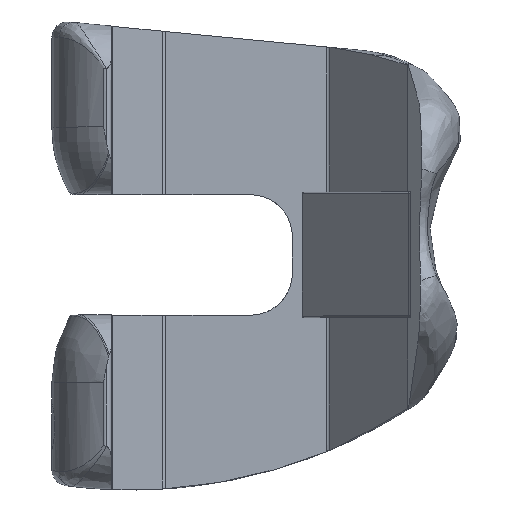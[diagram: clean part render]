
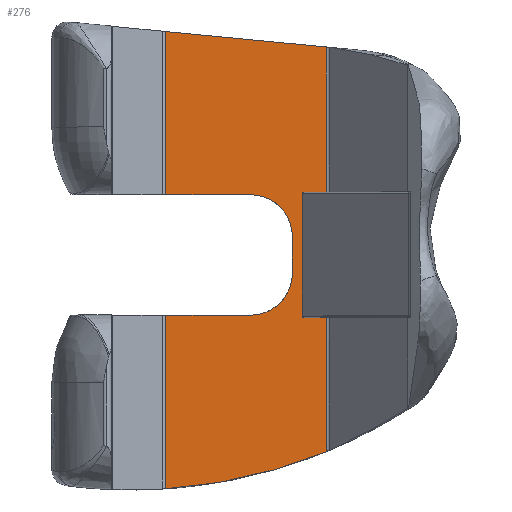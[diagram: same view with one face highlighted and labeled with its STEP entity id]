
A CAD part, top view. The second image highlights one B-rep face of the part: STEP entity #276.
In plain terms, the highlighted planar face has unit normal (0, 0, 1).
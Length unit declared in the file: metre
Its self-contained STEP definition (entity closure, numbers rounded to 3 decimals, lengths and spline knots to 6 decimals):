
#276=ADVANCED_FACE('0:335',(#513),#514,.T.);
#513=FACE_OUTER_BOUND('',#8822,.T.);
#514=PLANE('',#8823);
#8822=EDGE_LOOP('',(#9913,#9914,#9915,#9916,#9917,#9918,#9919,#9920,#9921,#9922,#9923,#9924,#9925,#9926,#9927,#9928,#9929));
#8823=AXIS2_PLACEMENT_3D('',#9930,#9931,#9932);
#9913=ORIENTED_EDGE('',*,*,#10172,.F.);
#9914=ORIENTED_EDGE('',*,*,#10220,.F.);
#9915=ORIENTED_EDGE('',*,*,#10141,.T.);
#9916=ORIENTED_EDGE('',*,*,#10180,.F.);
#9917=ORIENTED_EDGE('',*,*,#10007,.F.);
#9918=ORIENTED_EDGE('',*,*,#10264,.T.);
#9919=ORIENTED_EDGE('',*,*,#10240,.F.);
#9920=ORIENTED_EDGE('',*,*,#10177,.F.);
#9921=ORIENTED_EDGE('',*,*,#10105,.T.);
#9922=ORIENTED_EDGE('',*,*,#10263,.F.);
#9923=ORIENTED_EDGE('',*,*,#9964,.T.);
#9924=ORIENTED_EDGE('',*,*,#9961,.F.);
#9925=ORIENTED_EDGE('',*,*,#9970,.F.);
#9926=ORIENTED_EDGE('',*,*,#9973,.F.);
#9927=ORIENTED_EDGE('',*,*,#9978,.F.);
#9928=ORIENTED_EDGE('',*,*,#10250,.F.);
#9929=ORIENTED_EDGE('',*,*,#10098,.T.);
#9930=CARTESIAN_POINT('',(0.00795,-0.05334,0.0));
#9931=DIRECTION('',(0.0,0.0,1.0));
#9932=DIRECTION('',(1.0,-0.0,0.0));
#9961=EDGE_CURVE('0:1234',#10270,#10272,#10273,.T.);
#9964=EDGE_CURVE('0:1147',#10277,#10272,#10278,.T.);
#9970=EDGE_CURVE('0:1237',#10286,#10270,#10288,.T.);
#9973=EDGE_CURVE('0:1201',#10291,#10286,#10293,.T.);
#9978=EDGE_CURVE('0:1204',#10300,#10291,#10302,.T.);
#10007=EDGE_CURVE('0:433',#10357,#10353,#10359,.T.);
#10098=EDGE_CURVE('0:706',#10527,#10525,#10528,.T.);
#10105=EDGE_CURVE('0:727',#10540,#10538,#10541,.T.);
#10141=EDGE_CURVE('0:835',#10606,#10604,#10607,.T.);
#10172=EDGE_CURVE('0:931',#10652,#10525,#10653,.T.);
#10177=EDGE_CURVE('0:946',#10540,#10660,#10661,.T.);
#10180=EDGE_CURVE('0:955',#10353,#10604,#10665,.T.);
#10220=EDGE_CURVE('0:1075',#10606,#10652,#10723,.T.);
#10240=EDGE_CURVE('0:1135',#10660,#10749,#10750,.T.);
#10250=EDGE_CURVE('0:1180',#10527,#10300,#10761,.T.);
#10263=EDGE_CURVE('0:1228',#10277,#10538,#10775,.T.);
#10264=EDGE_CURVE('0:1231',#10357,#10749,#10776,.T.);
#10270=VERTEX_POINT('',#10781);
#10272=VERTEX_POINT('',#10784);
#10273=B_SPLINE_CURVE_WITH_KNOTS('',3,(#10785,#10786,#10787,#10788,#10789,#10790,#10791),.UNSPECIFIED.,.F.,.F.,(4,3,4),(0.,0.551658,1.0),.UNSPECIFIED.);
#10277=VERTEX_POINT('',#10797);
#10278=LINE('',#10798,#10799);
#10286=VERTEX_POINT('',#10809);
#10288=LINE('',#10812,#10813);
#10291=VERTEX_POINT('',#10816);
#10293=B_SPLINE_CURVE_WITH_KNOTS('',3,(#10819,#10820,#10821,#10822,#10823,#10824,#10825),.UNSPECIFIED.,.F.,.F.,(4,3,4),(0.,0.620787,1.),.UNSPECIFIED.);
#10300=VERTEX_POINT('',#10834);
#10302=LINE('',#10836,#10837);
#10353=VERTEX_POINT('',#11206);
#10357=VERTEX_POINT('',#11215);
#10359=LINE('',#11218,#11219);
#10525=VERTEX_POINT('',#12304);
#10527=VERTEX_POINT('',#12306);
#10528=LINE('',#12307,#12308);
#10538=VERTEX_POINT('',#12320);
#10540=VERTEX_POINT('',#12328);
#10541=CIRCLE('',#12329,0.078359);
#10604=VERTEX_POINT('',#12693);
#10606=VERTEX_POINT('',#12696);
#10607=CIRCLE('',#12697,0.00635);
#10652=VERTEX_POINT('',#13067);
#10653=LINE('',#13068,#13069);
#10660=VERTEX_POINT('',#13079);
#10661=LINE('',#13080,#13081);
#10665=LINE('',#13086,#13087);
#10723=LINE('',#13511,#13512);
#10749=VERTEX_POINT('',#13687);
#10750=LINE('',#13688,#13689);
#10761=LINE('',#13719,#13720);
#10775=LINE('',#13801,#13802);
#10776=CIRCLE('',#13803,0.00635);
#10781=CARTESIAN_POINT('',(0.028946,-0.009271,0.0));
#10784=CARTESIAN_POINT('',(0.029279,-0.009525,0.0));
#10785=CARTESIAN_POINT('',(0.028946,-0.009271,0.0));
#10786=CARTESIAN_POINT('',(0.028946,-0.009356,0.0));
#10787=CARTESIAN_POINT('',(0.029006,-0.009432,0.0));
#10788=CARTESIAN_POINT('',(0.02908,-0.009474,0.0));
#10789=CARTESIAN_POINT('',(0.02914,-0.009509,0.0));
#10790=CARTESIAN_POINT('',(0.029209,-0.009525,0.0));
#10791=CARTESIAN_POINT('',(0.029279,-0.009525,0.0));
#10797=CARTESIAN_POINT('',(0.032591,-0.009525,0.0));
#10798=CARTESIAN_POINT('',(0.032591,-0.009525,0.0));
#10799=VECTOR('',#13812,1.0);
#10809=CARTESIAN_POINT('',(0.028946,0.009271,0.0));
#10812=CARTESIAN_POINT('',(0.028946,0.009271,0.0));
#10813=VECTOR('',#13822,1.0);
#10816=CARTESIAN_POINT('',(0.029279,0.009525,0.0));
#10819=CARTESIAN_POINT('',(0.029279,0.009525,0.0));
#10820=CARTESIAN_POINT('',(0.029183,0.009525,0.0));
#10821=CARTESIAN_POINT('',(0.029085,0.009494,0.0));
#10822=CARTESIAN_POINT('',(0.029016,0.009427,0.0));
#10823=CARTESIAN_POINT('',(0.028974,0.009386,0.0));
#10824=CARTESIAN_POINT('',(0.028946,0.00933,0.0));
#10825=CARTESIAN_POINT('',(0.028946,0.009271,0.0));
#10834=CARTESIAN_POINT('',(0.032591,0.009525,0.0));
#10836=CARTESIAN_POINT('',(0.032591,0.009525,0.0));
#10837=VECTOR('',#13835,1.0);
#11206=CARTESIAN_POINT('',(0.027483,0.0,0.0));
#11215=CARTESIAN_POINT('',(0.027483,-0.002794,0.0));
#11218=CARTESIAN_POINT('',(0.027483,-0.002794,0.0));
#11219=VECTOR('',#13848,1.0);
#12304=CARTESIAN_POINT('',(0.008267,0.033896,0.0));
#12306=CARTESIAN_POINT('',(0.032591,0.031554,0.0));
#12307=CARTESIAN_POINT('',(0.032591,0.031554,0.0));
#12308=VECTOR('',#13932,1.0);
#12320=CARTESIAN_POINT('',(0.032591,-0.029858,0.0));
#12328=CARTESIAN_POINT('',(0.008267,-0.035484,0.0));
#12329=AXIS2_PLACEMENT_3D('',#13944,#13945,#13946);
#12693=CARTESIAN_POINT('',(0.027483,0.002794,0.0));
#12696=CARTESIAN_POINT('',(0.021133,0.009144,0.0));
#12697=AXIS2_PLACEMENT_3D('',#13965,#13966,#13967);
#13067=CARTESIAN_POINT('',(0.008267,0.009144,0.0));
#13068=CARTESIAN_POINT('',(0.008267,0.009144,0.0));
#13069=VECTOR('',#13981,1.0);
#13079=CARTESIAN_POINT('',(0.008267,-0.009144,0.0));
#13080=CARTESIAN_POINT('',(0.008267,-0.035484,0.0));
#13081=VECTOR('',#13988,1.0);
#13086=CARTESIAN_POINT('',(0.027483,-0.002794,0.0));
#13087=VECTOR('',#13993,1.0);
#13511=CARTESIAN_POINT('',(0.021133,0.009144,0.0));
#13512=VECTOR('',#14016,1.0);
#13687=CARTESIAN_POINT('',(0.021133,-0.009144,0.0));
#13688=CARTESIAN_POINT('',(0.008267,-0.009144,0.0));
#13689=VECTOR('',#14027,1.0);
#13719=CARTESIAN_POINT('',(0.032591,0.031554,0.0));
#13720=VECTOR('',#14033,1.0);
#13801=CARTESIAN_POINT('',(0.032591,-0.009525,0.0));
#13802=VECTOR('',#14037,1.0);
#13803=AXIS2_PLACEMENT_3D('',#14038,#14039,#14040);
#13812=DIRECTION('',(-1.0,0.0,0.0));
#13822=DIRECTION('',(0.0,-1.0,0.0));
#13835=DIRECTION('',(-1.0,0.0,0.0));
#13848=DIRECTION('',(0.0,1.0,0.0));
#13932=DIRECTION('',(-0.995,0.096,0.0));
#13944=CARTESIAN_POINT('',(0.002997,0.042697,0.0));
#13945=DIRECTION('',(0.0,0.0,1.0));
#13946=DIRECTION('',(0.067,-0.998,0.0));
#13965=CARTESIAN_POINT('',(0.021133,0.002794,0.0));
#13966=DIRECTION('',(0.0,0.0,-1.0));
#13967=DIRECTION('',(0.0,1.0,0.0));
#13981=DIRECTION('',(0.0,1.0,0.0));
#13988=DIRECTION('',(0.0,1.0,0.0));
#13993=DIRECTION('',(0.0,1.0,0.0));
#14016=DIRECTION('',(-1.0,0.0,0.0));
#14027=DIRECTION('',(1.0,0.0,0.0));
#14033=DIRECTION('',(0.0,-1.0,0.0));
#14037=DIRECTION('',(0.0,-1.0,0.0));
#14038=CARTESIAN_POINT('',(0.021133,-0.002794,0.0));
#14039=DIRECTION('',(0.0,0.0,-1.0));
#14040=DIRECTION('',(1.0,0.0,0.0));
